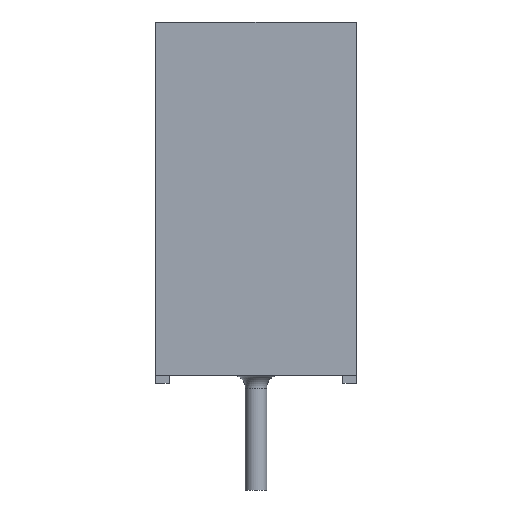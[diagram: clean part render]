
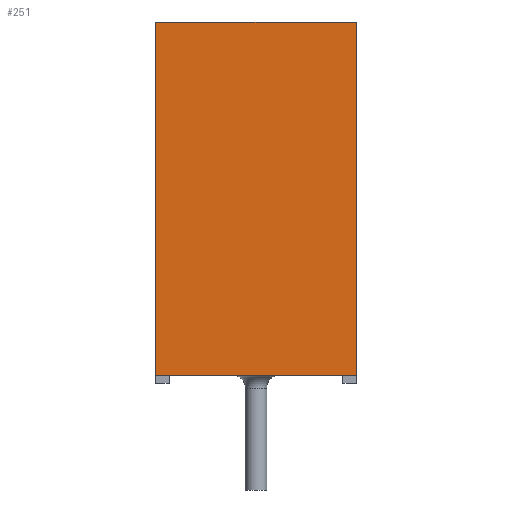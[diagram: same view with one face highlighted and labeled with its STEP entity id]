
A CAD part, left-side view. The second image highlights one B-rep face of the part: STEP entity #251.
In plain terms, the highlighted planar face has unit normal (-1, 0, 0).
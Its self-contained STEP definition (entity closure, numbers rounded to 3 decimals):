
#251 = ADVANCED_FACE( '', ( #722 ), #723, .F. );
#722 = FACE_OUTER_BOUND( '', #1455, .T. );
#723 = PLANE( '', #1456 );
#1455 = EDGE_LOOP( '', ( #2229, #2230, #2231, #2232 ) );
#1456 = AXIS2_PLACEMENT_3D( '', #2233, #2234, #2235 );
#2229 = ORIENTED_EDGE( '', *, *, #4942, .T. );
#2230 = ORIENTED_EDGE( '', *, *, #4943, .F. );
#2231 = ORIENTED_EDGE( '', *, *, #4944, .F. );
#2232 = ORIENTED_EDGE( '', *, *, #4945, .T. );
#2233 = CARTESIAN_POINT( '', ( -9., -3.75, 6.6 ) );
#2234 = DIRECTION( '', ( 1., 0., 0. ) );
#2235 = DIRECTION( '', ( 0., 0., -1. ) );
#4942 = EDGE_CURVE( '', #5729, #5730, #5731, .T. );
#4943 = EDGE_CURVE( '', #5732, #5730, #5733, .T. );
#4944 = EDGE_CURVE( '', #5734, #5732, #5735, .T. );
#4945 = EDGE_CURVE( '', #5734, #5729, #5736, .T. );
#5729 = VERTEX_POINT( '', #6896 );
#5730 = VERTEX_POINT( '', #6897 );
#5731 = LINE( '', #6898, #6899 );
#5732 = VERTEX_POINT( '', #6900 );
#5733 = LINE( '', #6901, #6902 );
#5734 = VERTEX_POINT( '', #6903 );
#5735 = LINE( '', #6904, #6905 );
#5736 = LINE( '', #6906, #6907 );
#6896 = CARTESIAN_POINT( '', ( -9., 3.75, 6.6 ) );
#6897 = CARTESIAN_POINT( '', ( -9., 3.75, -6.6 ) );
#6898 = CARTESIAN_POINT( '', ( -9., 3.75, 6.6 ) );
#6899 = VECTOR( '', #10130, 1000. );
#6900 = CARTESIAN_POINT( '', ( -9., -3.75, -6.6 ) );
#6901 = CARTESIAN_POINT( '', ( -9., -3.75, -6.6 ) );
#6902 = VECTOR( '', #10131, 1000. );
#6903 = CARTESIAN_POINT( '', ( -9., -3.75, 6.6 ) );
#6904 = CARTESIAN_POINT( '', ( -9., -3.75, 6.6 ) );
#6905 = VECTOR( '', #10132, 1000. );
#6906 = CARTESIAN_POINT( '', ( -9., -3.75, 6.6 ) );
#6907 = VECTOR( '', #10133, 1000. );
#10130 = DIRECTION( '', ( 0., 0., -1. ) );
#10131 = DIRECTION( '', ( 0., 1., 0. ) );
#10132 = DIRECTION( '', ( 0., 0., -1. ) );
#10133 = DIRECTION( '', ( 0., 1., 0. ) );
